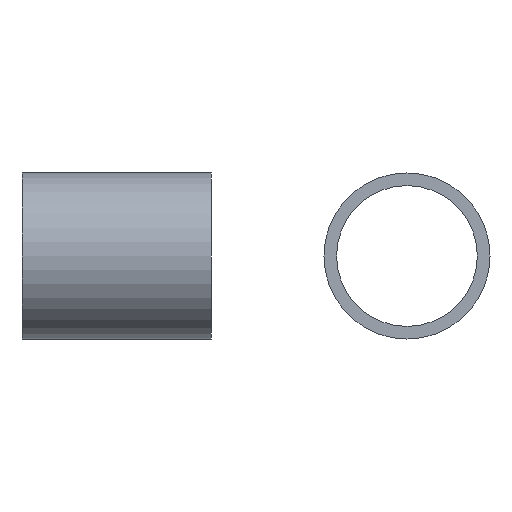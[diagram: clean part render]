
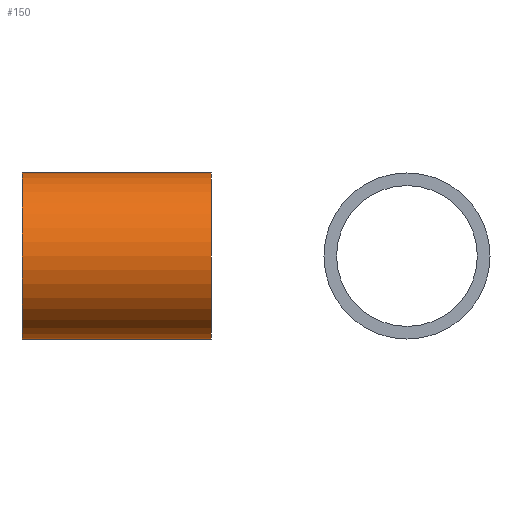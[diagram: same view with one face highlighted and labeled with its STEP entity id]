
A CAD part, front view. The second image highlights one B-rep face of the part: STEP entity #150.
In plain terms, the highlighted cylindrical face has radius 24.15 mm (diameter 48.3 mm), a partial arc.
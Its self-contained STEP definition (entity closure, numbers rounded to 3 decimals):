
#3 = AXIS2_PLACEMENT_3D ( 'NONE', #355, #163, #76 ) ;
#8 = CARTESIAN_POINT ( 'NONE',  ( 1288., 0., -24.15 ) ) ;
#15 = VECTOR ( 'NONE', #174, 1000. ) ;
#17 = ORIENTED_EDGE ( 'NONE', *, *, #162, .T. ) ;
#22 = CARTESIAN_POINT ( 'NONE',  ( 1343., 0., 24.15 ) ) ;
#24 = EDGE_CURVE ( 'NONE', #147, #203, #326, .T. ) ;
#31 = DIRECTION ( 'NONE',  ( -1., 0., 0. ) ) ;
#38 = CYLINDRICAL_SURFACE ( 'NONE', #3, 24.15 ) ;
#43 = CARTESIAN_POINT ( 'NONE',  ( 1343., 0., -24.15 ) ) ;
#47 = LINE ( 'NONE', #22, #15 ) ;
#73 = DIRECTION ( 'NONE',  ( 0., 0., -1. ) ) ;
#76 = DIRECTION ( 'NONE',  ( 0., 0., 1. ) ) ;
#77 = DIRECTION ( 'NONE',  ( 1., 0., 0. ) ) ;
#86 = DIRECTION ( 'NONE',  ( 0., 0., -1. ) ) ;
#102 = AXIS2_PLACEMENT_3D ( 'NONE', #164, #77, #73 ) ;
#117 = CARTESIAN_POINT ( 'NONE',  ( 1288., 0., 24.15 ) ) ;
#129 = CIRCLE ( 'NONE', #135, 24.15 ) ;
#135 = AXIS2_PLACEMENT_3D ( 'NONE', #236, #178, #86 ) ;
#147 = VERTEX_POINT ( 'NONE', #43 ) ;
#150 = ADVANCED_FACE ( 'NONE', ( #359 ), #38, .T. ) ;
#162 = EDGE_CURVE ( 'NONE', #341, #203, #212, .T. ) ;
#163 = DIRECTION ( 'NONE',  ( -1., 0., 0. ) ) ;
#164 = CARTESIAN_POINT ( 'NONE',  ( 1288., 0., 0. ) ) ;
#174 = DIRECTION ( 'NONE',  ( -1., 0., 0. ) ) ;
#178 = DIRECTION ( 'NONE',  ( 1., 0., 0. ) ) ;
#203 = VERTEX_POINT ( 'NONE', #8 ) ;
#210 = EDGE_LOOP ( 'NONE', ( #306, #211, #216, #17 ) ) ;
#211 = ORIENTED_EDGE ( 'NONE', *, *, #266, .F. ) ;
#212 = CIRCLE ( 'NONE', #102, 24.15 ) ;
#216 = ORIENTED_EDGE ( 'NONE', *, *, #331, .T. ) ;
#236 = CARTESIAN_POINT ( 'NONE',  ( 1343., 0., 0. ) ) ;
#266 = EDGE_CURVE ( 'NONE', #270, #147, #129, .T. ) ;
#270 = VERTEX_POINT ( 'NONE', #396 ) ;
#283 = CARTESIAN_POINT ( 'NONE',  ( 1343., 0., -24.15 ) ) ;
#306 = ORIENTED_EDGE ( 'NONE', *, *, #24, .F. ) ;
#326 = LINE ( 'NONE', #283, #361 ) ;
#331 = EDGE_CURVE ( 'NONE', #270, #341, #47, .T. ) ;
#341 = VERTEX_POINT ( 'NONE', #117 ) ;
#355 = CARTESIAN_POINT ( 'NONE',  ( 1343., 0., 0. ) ) ;
#359 = FACE_OUTER_BOUND ( 'NONE', #210, .T. ) ;
#361 = VECTOR ( 'NONE', #31, 1000. ) ;
#396 = CARTESIAN_POINT ( 'NONE',  ( 1343., 0., 24.15 ) ) ;
